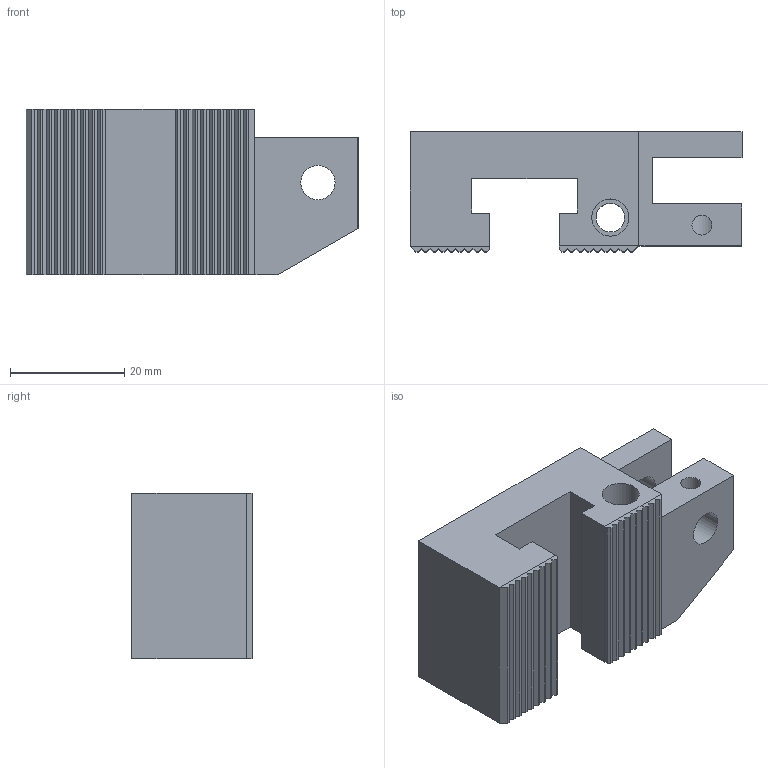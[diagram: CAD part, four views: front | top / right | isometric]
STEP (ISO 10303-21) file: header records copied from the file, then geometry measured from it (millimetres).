
FILE_DESCRIPTION(/* description */ (''),/* implementation_level */ '2;1');
FILE_NAME(/* name */ 'W9990154_A.stp',/* time_stamp */ '2009-11-27T09:55:18+01:00',/* author */ (''),/* organization */ (''),/* preprocessor_version */ 'ST-DEVELOPER v11',/* originating_system */ 'UGS - NX 5.0',/* authorisation */ '');
FILE_SCHEMA (('AUTOMOTIVE_DESIGN { 1 0 10303 214 0 1 1 1 }'));
Length unit declared in the file: millimetre
Products named in the file (1): W9990154_A
Bounding box: 58 x 21 x 29 mm (x, y, z)
Volume: 22245.9 mm3; surface area: 11081.3 mm2
Topology: 4 solids, 4 shells, 96 faces, 263 edges, 176 vertices
Faces by surface type: plane 90, cylinder 6
Full cylindrical faces by diameter (mm): 3.5 x1, 5 x1, 6 x2, 6.5 x2
Entity records: 2995 total; most frequent: CARTESIAN_POINT 544, ORIENTED_EDGE 504, DIRECTION 454, EDGE_CURVE 252, LINE 238, VECTOR 238, VERTEX_POINT 172, EDGE_LOOP 112
